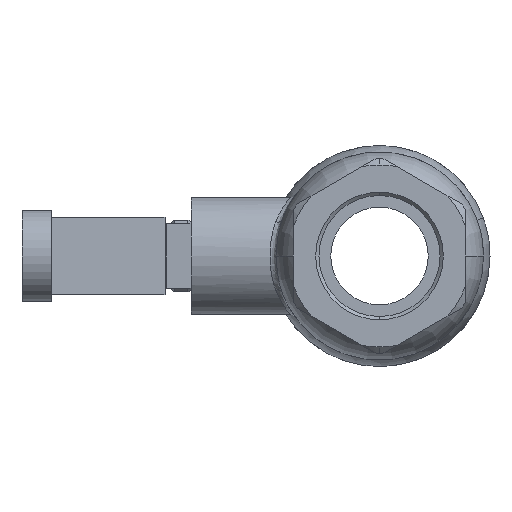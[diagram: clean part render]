
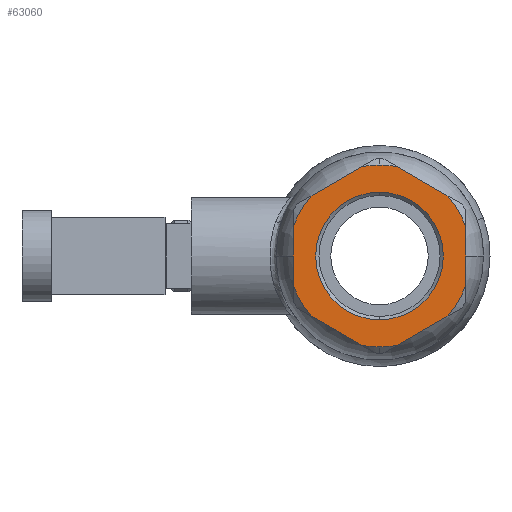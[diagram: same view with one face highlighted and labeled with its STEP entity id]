
A CAD part, left-side view. The second image highlights one B-rep face of the part: STEP entity #63060.
In plain terms, the highlighted face is planar.
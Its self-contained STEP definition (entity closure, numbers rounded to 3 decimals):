
#51490=CARTESIAN_POINT('',(4.521,-32.5,13.25));
#51500=VERTEX_POINT('',#51490);
#51530=CARTESIAN_POINT('',(7.65,-32.5,13.25));
#51540=DIRECTION('',(-1.,0.,0.));
#51550=VECTOR('',#51540,1000.);
#51560=LINE('',#51530,#51550);
#51570=CARTESIAN_POINT('',(-4.521,-32.5,13.25));
#51580=VERTEX_POINT('',#51570);
#51590=EDGE_CURVE('',#51500,#51580,#51560,.T.);
#51910=CARTESIAN_POINT('',(9.214,-32.5,-10.54));
#51920=VERTEX_POINT('',#51910);
#51970=CARTESIAN_POINT('',(7.65,-32.5,-13.25));
#51980=DIRECTION('',(0.5,0.,0.866));
#51990=VECTOR('',#51980,1000.);
#52000=LINE('',#51970,#51990);
#52010=CARTESIAN_POINT('',(13.735,-32.5,-2.71));
#52020=VERTEX_POINT('',#52010);
#52030=EDGE_CURVE('',#51920,#52020,#52000,.T.);
#52910=CARTESIAN_POINT('',(4.521,-32.5,-13.25));
#52920=VERTEX_POINT('',#52910);
#52950=CARTESIAN_POINT('',(0.,-32.5,0.));
#52960=DIRECTION('',(0.,1.,0.));
#52970=DIRECTION('',(0.,0.,1.));
#52980=AXIS2_PLACEMENT_3D('',#52950,#52960,#52970);
#52990=CIRCLE('',#52980,14.);
#53000=EDGE_CURVE('',#51920,#52920,#52990,.T.);
#53340=CARTESIAN_POINT('',(-9.214,-32.5,-10.54));
#53350=VERTEX_POINT('',#53340);
#53380=CARTESIAN_POINT('',(0.,-32.5,0.));
#53390=DIRECTION('',(0.,1.,0.));
#53400=DIRECTION('',(0.,0.,1.));
#53410=AXIS2_PLACEMENT_3D('',#53380,#53390,#53400);
#53420=CIRCLE('',#53410,14.);
#53430=CARTESIAN_POINT('',(-4.521,-32.5,-13.25));
#53440=VERTEX_POINT('',#53430);
#53450=EDGE_CURVE('',#53440,#53350,#53420,.T.);
#53840=CARTESIAN_POINT('',(14.,-32.5,0.));
#53850=VERTEX_POINT('',#53840);
#53880=CARTESIAN_POINT('',(0.,-32.5,0.));
#53890=DIRECTION('',(0.,1.,0.));
#53900=DIRECTION('',(0.,0.,1.));
#53910=AXIS2_PLACEMENT_3D('',#53880,#53890,#53900);
#53920=CIRCLE('',#53910,14.);
#53930=CARTESIAN_POINT('',(13.735,-32.5,2.71));
#53940=VERTEX_POINT('',#53930);
#53950=EDGE_CURVE('',#53940,#53850,#53920,.T.);
#54200=CARTESIAN_POINT('',(-7.65,-32.5,-13.25));
#54210=DIRECTION('',(1.,0.,0.));
#54220=VECTOR('',#54210,1000.);
#54230=LINE('',#54200,#54220);
#54240=EDGE_CURVE('',#53440,#52920,#54230,.T.);
#54950=CARTESIAN_POINT('',(-13.735,-32.5,-2.71));
#54960=VERTEX_POINT('',#54950);
#55010=CARTESIAN_POINT('',(-15.3,-32.5,0.
));
#55020=DIRECTION('',(0.5,0.,-0.866));
#55030=VECTOR('',#55020,1000.);
#55040=LINE('',#55010,#55030);
#55050=EDGE_CURVE('',#54960,#53350,#55040,.T.);
#56900=CARTESIAN_POINT('',(15.3,-32.5,0.)
);
#56910=DIRECTION('',(-0.5,0.,0.866));
#56920=VECTOR('',#56910,1000.);
#56930=LINE('',#56900,#56920);
#56940=CARTESIAN_POINT('',(9.214,-32.5,10.54));
#56950=VERTEX_POINT('',#56940);
#56960=EDGE_CURVE('',#53940,#56950,#56930,.T.);
#61200=CARTESIAN_POINT('',(-9.214,-32.5,10.54));
#61210=VERTEX_POINT('',#61200);
#61240=CARTESIAN_POINT('',(-7.65,-32.5,13.25));
#61250=DIRECTION('',(-0.5,0.,-0.866));
#61260=VECTOR('',#61250,1000.);
#61270=LINE('',#61240,#61260);
#61280=CARTESIAN_POINT('',(-13.735,-32.5,2.71));
#61290=VERTEX_POINT('',#61280);
#61300=EDGE_CURVE('',#61210,#61290,#61270,.T.);
#62320=CARTESIAN_POINT('',(0.,-32.5,0.));
#62330=DIRECTION('',(0.,1.,0.));
#62340=DIRECTION('',(0.,0.,1.));
#62350=AXIS2_PLACEMENT_3D('',#62320,#62330,#62340);
#62360=CIRCLE('',#62350,14.);
#62370=EDGE_CURVE('',#51500,#56950,#62360,.T.);
#62500=CARTESIAN_POINT('',(0.,-32.5,0.));
#62510=DIRECTION('',(0.,1.,0.));
#62520=DIRECTION('',(0.,0.,1.));
#62530=AXIS2_PLACEMENT_3D('',#62500,#62510,#62520);
#62540=PLANE('',#62530);
#62550=CARTESIAN_POINT('',(0.,-32.5,
0.));
#62560=DIRECTION('',(0.,1.,0.));
#62570=DIRECTION('',(0.,0.,1.));
#62580=AXIS2_PLACEMENT_3D('',#62550,#62560,#62570);
#62590=CIRCLE('',#62580,9.816);
#62600=CARTESIAN_POINT('',(9.816,-32.5,0.));
#62610=VERTEX_POINT('',#62600);
#62620=CARTESIAN_POINT('',(-9.816,-32.5,0.));
#62630=VERTEX_POINT('',#62620);
#62640=EDGE_CURVE('',#62610,#62630,#62590,.T.);
#62650=ORIENTED_EDGE('',*,*,#62640,.T.);
#62660=CARTESIAN_POINT('',(0.,-32.5,9.816));
#62670=VERTEX_POINT('',#62660);
#62680=EDGE_CURVE('',#62670,#62610,#62590,.T.);
#62690=ORIENTED_EDGE('',*,*,#62680,.T.);
#62700=EDGE_CURVE('',#62630,#62670,#62590,.T.);
#62710=ORIENTED_EDGE('',*,*,#62700,.T.);
#62720=EDGE_LOOP('',(#62710,#62690,#62650));
#62730=FACE_BOUND('',#62720,.T.);
#62740=ORIENTED_EDGE('',*,*,#53000,.F.);
#62750=ORIENTED_EDGE('',*,*,#54240,.T.);
#62760=ORIENTED_EDGE('',*,*,#53450,.F.);
#62770=ORIENTED_EDGE('',*,*,#55050,.T.);
#62780=CARTESIAN_POINT('',(0.,-32.5,0.));
#62790=DIRECTION('',(0.,1.,0.));
#62800=DIRECTION('',(0.,0.,1.));
#62810=AXIS2_PLACEMENT_3D('',#62780,#62790,#62800);
#62820=CIRCLE('',#62810,14.);
#62830=CARTESIAN_POINT('',(-14.,-32.5,0.));
#62840=VERTEX_POINT('',#62830);
#62850=EDGE_CURVE('',#54960,#62840,#62820,.T.);
#62860=ORIENTED_EDGE('',*,*,#62850,.F.);
#62870=EDGE_CURVE('',#62840,#61290,#62820,.T.);
#62880=ORIENTED_EDGE('',*,*,#62870,.F.);
#62890=ORIENTED_EDGE('',*,*,#61300,.T.);
#62900=CARTESIAN_POINT('',(0.,-32.5,0.));
#62910=DIRECTION('',(0.,1.,0.));
#62920=DIRECTION('',(0.,0.,1.));
#62930=AXIS2_PLACEMENT_3D('',#62900,#62910,#62920);
#62940=CIRCLE('',#62930,14.);
#62950=EDGE_CURVE('',#61210,#51580,#62940,.T.);
#62960=ORIENTED_EDGE('',*,*,#62950,.F.);
#62970=ORIENTED_EDGE('',*,*,#51590,.T.);
#62980=ORIENTED_EDGE('',*,*,#62370,.F.);
#62990=ORIENTED_EDGE('',*,*,#56960,.T.);
#63000=ORIENTED_EDGE('',*,*,#53950,.F.);
#63010=EDGE_CURVE('',#53850,#52020,#53920,.T.);
#63020=ORIENTED_EDGE('',*,*,#63010,.F.);
#63030=ORIENTED_EDGE('',*,*,#52030,.T.);
#63040=EDGE_LOOP('',(#63030,#63020,#63000,#62990,#62980,#62970,#62960,
#62890,#62880,#62860,#62770,#62760,#62750,#62740));
#63050=FACE_OUTER_BOUND('',#63040,.T.);
#63060=ADVANCED_FACE('',(#62730,#63050),#62540,.F.);
